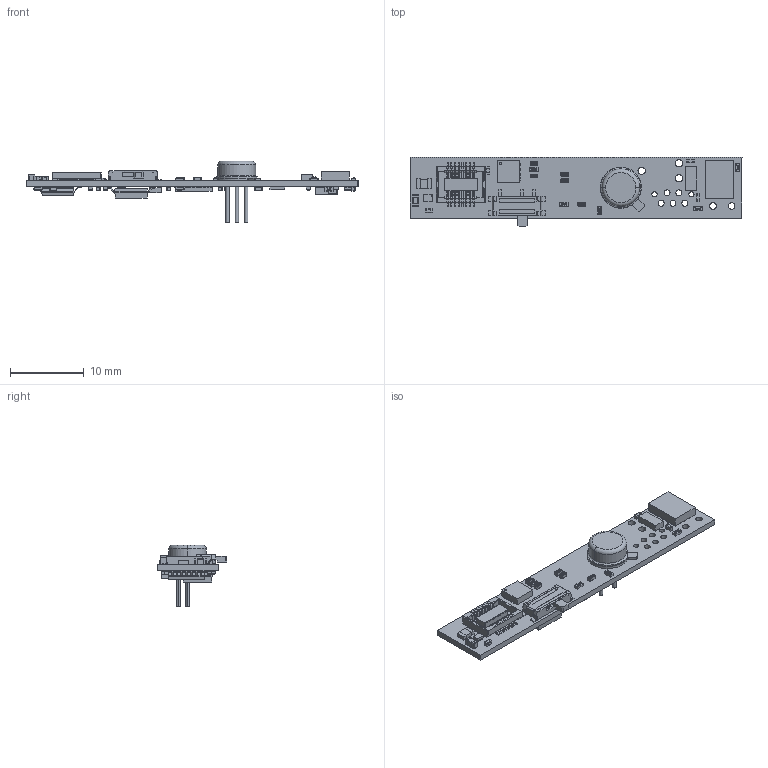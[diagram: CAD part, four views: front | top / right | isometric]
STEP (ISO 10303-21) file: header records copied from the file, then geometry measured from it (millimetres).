
FILE_DESCRIPTION(('Open CASCADE Model'),'2;1');
FILE_NAME('Open CASCADE Shape Model','2019-08-19T13:02:58',('Author'),( 'Open CASCADE'),'Open CASCADE STEP processor 6.8','Open CASCADE 6.8' ,'Unknown');
FILE_SCHEMA(('AUTOMOTIVE_DESIGN { 1 0 10303 214 1 1 1 1 }'));
Length unit declared in the file: millimetre
Products named in the file (155): PCB; Board; Open CASCADE STEP translator 6.8 5.1.1; R9; resistor0402; PS1; 6563851424; Body; ThermalPin; PinsArrayLR; Y1; IC_Texas_Instruments_ADS1013IRUGT_eec; Extruded; C26; capacitor_0402; Y3; XRCGB32M000F1H01R0; ('pin',_'1'); ('pin',_'2'); ('pin',_'3'); ('pin',_'4'); R13; R12; R11; C22; C21; C24; C23; C25; C3; IC4; 6563841264; PinsArrayTB; C6; S1; PCM12SMTR; 1; D1; VBPW34S--3DModel-STEP-56544; C20 ...
Assembly tree (184 placements, depth 4):
  PCB
    Board
      Open CASCADE STEP translator 6.8 5.1.1
    R9
      resistor0402
    PS1
      6563851424
        Body
        ThermalPin
        PinsArrayLR
    Y1
      IC_Texas_Instruments_ADS1013IRUGT_eec
        Extruded
    C26
      capacitor_0402
    Y3
      XRCGB32M000F1H01R0
        Body
        ('pin',_'1')
        ('pin',_'2')
        ('pin',_'3')
        ('pin',_'4')
    R13
      resistor0402
    R12
      resistor0402
    R11
      resistor0402
    C22
      capacitor_0402
    C21
      capacitor_0402
    C24
      capacitor_0402
    C23
      capacitor_0402
    C25
      capacitor_0402
    C3
      capacitor_0402
    IC4
      6563841264
        Body
        ThermalPin
        PinsArrayLR
        PinsArrayTB
    C6
      capacitor_0402
    S1
      PCM12SMTR
        1
    D1
      VBPW34S--3DModel-STEP-56544
    C20
      6951832288
        Fillet1
        Fillet2
        body2
    C19
      6951842768
Bounding box: 44.96 x 9.4 x 8.33 mm (x, y, z)
Volume: 513.8 mm3; surface area: 1857.1 mm2
Topology: 249 solids, 249 shells, 5550 faces, 14322 edges, 9210 vertices
Faces by surface type: plane 3520, bspline 1233, cylinder 729, sphere 62, torus 4, cone 2
Full cylindrical faces by diameter (mm): 0.107 x1, 0.25 x1, 0.375 x1, 0.55 x1, 0.625 x1, 0.7 x6, 0.8 x7, 0.9 x4, 0.991 x3
Entity records: 82394 total; most frequent: CARTESIAN_POINT 17544, ORIENTED_EDGE 12488, DIRECTION 11802, EDGE_CURVE 6244, LINE 5466, VECTOR 5466, VERTEX_POINT 4044, AXIS2_PLACEMENT_3D 3168
